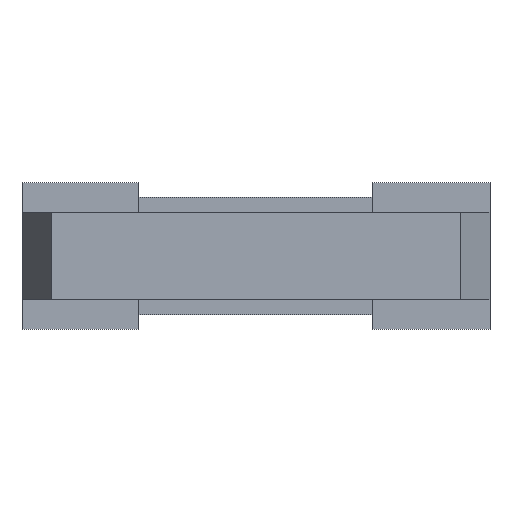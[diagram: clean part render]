
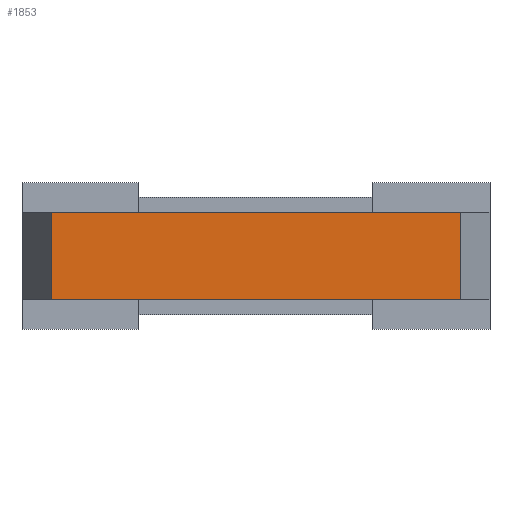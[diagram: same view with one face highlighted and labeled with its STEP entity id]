
A CAD part, front view. The second image highlights one B-rep face of the part: STEP entity #1853.
In plain terms, the highlighted planar face has unit normal (0, -1, 0).
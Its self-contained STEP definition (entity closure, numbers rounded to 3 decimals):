
#1735=CARTESIAN_POINT('',(-0.7,-2.0,0.4));
#1736=VERTEX_POINT('',#1735);
#1753=CARTESIAN_POINT('',(-0.7,-2.0,0.1));
#1754=VERTEX_POINT('',#1753);
#1761=CARTESIAN_POINT('',(-0.7,-2.0,0.1));
#1762=DIRECTION('',(0.0,0.0,1.0));
#1763=VECTOR('',#1762,0.3);
#1764=LINE('',#1761,#1763);
#1765=EDGE_CURVE('',#1754,#1736,#1764,.T.);
#1806=CARTESIAN_POINT('',(0.7,-2.,0.4));
#1807=VERTEX_POINT('',#1806);
#1814=CARTESIAN_POINT('',(0.7,-2.,0.1));
#1815=VERTEX_POINT('',#1814);
#1816=CARTESIAN_POINT('',(0.7,-2.,0.1));
#1817=DIRECTION('',(0.0,0.0,1.0));
#1818=VECTOR('',#1817,0.3);
#1819=LINE('',#1816,#1818);
#1820=EDGE_CURVE('',#1815,#1807,#1819,.T.);
#1832=CARTESIAN_POINT('',(0.7,-2.,0.0));
#1833=DIRECTION('',(0.0,-1.0,0.0));
#1834=DIRECTION('',(0.0,0.0,1.0));
#1835=AXIS2_PLACEMENT_3D('',#1832,#1833,#1834);
#1836=PLANE('',#1835);
#1837=CARTESIAN_POINT('',(0.7,-2.,0.4));
#1838=DIRECTION('',(-1.0,0.0,0.0));
#1839=VECTOR('',#1838,1.4);
#1840=LINE('',#1837,#1839);
#1841=EDGE_CURVE('',#1807,#1736,#1840,.T.);
#1842=ORIENTED_EDGE('',*,*,#1841,.T.);
#1843=ORIENTED_EDGE('',*,*,#1765,.F.);
#1844=CARTESIAN_POINT('',(0.7,-2.,0.1));
#1845=DIRECTION('',(-1.0,0.0,0.0));
#1846=VECTOR('',#1845,1.4);
#1847=LINE('',#1844,#1846);
#1848=EDGE_CURVE('',#1815,#1754,#1847,.T.);
#1849=ORIENTED_EDGE('',*,*,#1848,.F.);
#1850=ORIENTED_EDGE('',*,*,#1820,.T.);
#1851=EDGE_LOOP('',(#1842,#1843,#1849,#1850));
#1852=FACE_OUTER_BOUND('',#1851,.T.);
#1853=ADVANCED_FACE('',(#1852),#1836,.T.);
